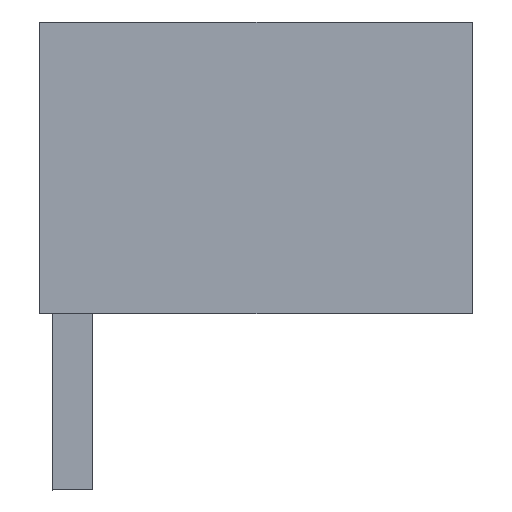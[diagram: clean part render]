
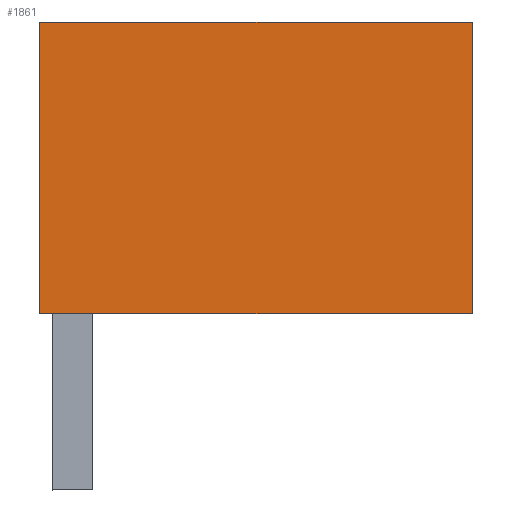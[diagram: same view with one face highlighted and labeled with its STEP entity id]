
A CAD part, left-side view. The second image highlights one B-rep face of the part: STEP entity #1861.
In plain terms, the highlighted planar face has unit normal (-1, 0, 0).
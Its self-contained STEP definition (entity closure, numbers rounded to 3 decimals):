
#1848=AXIS2_PLACEMENT_3D('Plane Axis2P3D',#1845,#1846,#1847) ;
#486=CARTESIAN_POINT('Vertex',(0.,11.05,4.5)) ;
#489=CARTESIAN_POINT('Line Origine',(0.,11.05,8.225)) ;
#493=CARTESIAN_POINT('Vertex',(0.,11.05,11.95)) ;
#804=CARTESIAN_POINT('Vertex',(0.,0.,4.5)) ;
#807=CARTESIAN_POINT('Line Origine',(0.,5.525,4.5)) ;
#1215=CARTESIAN_POINT('Line Origine',(0.,5.525,11.95)) ;
#1219=CARTESIAN_POINT('Vertex',(0.,0.,11.95)) ;
#1845=CARTESIAN_POINT('Axis2P3D Location',(0.,11.05,1.3)) ;
#1850=CARTESIAN_POINT('Line Origine',(0.,0.,8.225)) ;
#490=DIRECTION('Vector Direction',(0.,0.,-1.)) ;
#808=DIRECTION('Vector Direction',(0.,1.,0.)) ;
#1216=DIRECTION('Vector Direction',(0.,-1.,0.)) ;
#1846=DIRECTION('Axis2P3D Direction',(-1.,0.,0.)) ;
#1847=DIRECTION('Axis2P3D XDirection',(0.,-1.,0.)) ;
#1851=DIRECTION('Vector Direction',(0.,0.,1.)) ;
#491=VECTOR('Line Direction',#490,1.) ;
#809=VECTOR('Line Direction',#808,1.) ;
#1217=VECTOR('Line Direction',#1216,1.) ;
#1852=VECTOR('Line Direction',#1851,1.) ;
#1856=ORIENTED_EDGE('',*,*,#495,.T.) ;
#1857=ORIENTED_EDGE('',*,*,#811,.T.) ;
#1858=ORIENTED_EDGE('',*,*,#1854,.T.) ;
#1859=ORIENTED_EDGE('',*,*,#1221,.T.) ;
#1861=ADVANCED_FACE('HOUSING',(#1860),#1849,.T.) ;
#495=EDGE_CURVE('',#494,#487,#492,.T.) ;
#811=EDGE_CURVE('',#487,#805,#810,.F.) ;
#1221=EDGE_CURVE('',#1220,#494,#1218,.F.) ;
#1854=EDGE_CURVE('',#805,#1220,#1853,.T.) ;
#1855=EDGE_LOOP('',(#1856,#1857,#1858,#1859)) ;
#1860=FACE_OUTER_BOUND('',#1855,.T.) ;
#492=LINE('Line',#489,#491) ;
#810=LINE('Line',#807,#809) ;
#1218=LINE('Line',#1215,#1217) ;
#1853=LINE('Line',#1850,#1852) ;
#1849=PLANE('',#1848) ;
#487=VERTEX_POINT('',#486) ;
#494=VERTEX_POINT('',#493) ;
#805=VERTEX_POINT('',#804) ;
#1220=VERTEX_POINT('',#1219) ;
